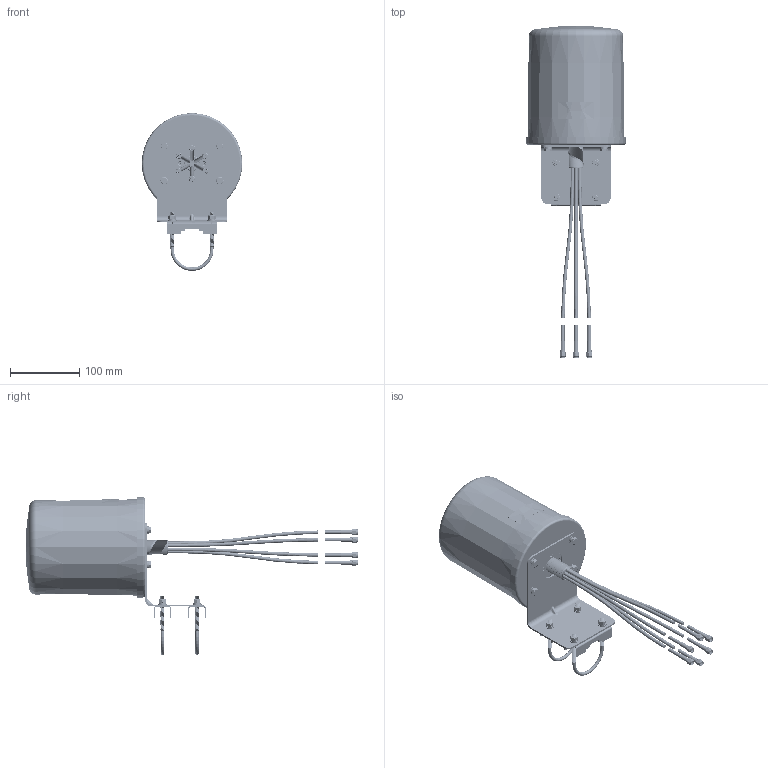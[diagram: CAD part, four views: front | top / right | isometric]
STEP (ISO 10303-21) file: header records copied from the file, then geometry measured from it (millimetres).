
FILE_DESCRIPTION (( 'STEP AP214' ), '1' );
FILE_NAME ('FMANOM1168_3D.step', '2024-03-05T16:48:45', ( '' ), ( '' ), 'SwSTEP 2.0', 'SolidWorks 2022', '' );
FILE_SCHEMA (( 'AUTOMOTIVE_DESIGN' ));
Length unit declared in the file: inch
Products named in the file (16): LUOMU_M6^PEANOM1166_FMANOM1168; Part54^FMANOM1168; TANJIE_6^PEANOM1166_FMANOM1168; KM3X10^PEANOM1166_FMANOM1168; FMANOM1168_3D; CB401W5G_04B^PEANOM1166_FMANOM1168; ZHIJIA^PEANOM1166_FMANOM1168; PE4769-LV; JM_TA_02^PEANOM1166_FMANOM1168; CB401W5G_03^PEANOM1166_FMANOM1168; WXFFG06A_03^PEANOM1166_FMANOM1168; PEANOM1166^FMANOM1168; DIANPIAN_6X13X1^PEANOM1166_FMANOM1168; DIANLAN122^PEANOM1166_FMANOM1168; JM_TA_03^PEANOM1166_FMANOM1168; HM6X20^PEANOM1166_FMANOM1168
Assembly tree (45 placements, depth 3):
  FMANOM1168_3D
    PEANOM1166^FMANOM1168
      CB401W5G_03^PEANOM1166_FMANOM1168
      CB401W5G_04B^PEANOM1166_FMANOM1168
      WXFFG06A_03^PEANOM1166_FMANOM1168
      KM3X10^PEANOM1166_FMANOM1168  x4
      ZHIJIA^PEANOM1166_FMANOM1168
      JM_TA_02^PEANOM1166_FMANOM1168  x2
      JM_TA_03^PEANOM1166_FMANOM1168  x2
      DIANPIAN_6X13X1^PEANOM1166_FMANOM1168  x8
      TANJIE_6^PEANOM1166_FMANOM1168  x8
      LUOMU_M6^PEANOM1166_FMANOM1168  x4
      HM6X20^PEANOM1166_FMANOM1168  x4
      DIANLAN122^PEANOM1166_FMANOM1168
    PE4769-LV  x6
    Part54^FMANOM1168
Bounding box: 145 x 478.58 x 227.5 mm (x, y, z)
Volume: 360650.4 mm3; surface area: 352026 mm2
Topology: 61 solids, 61 shells, 2163 faces, 6425 edges, 4459 vertices
Faces by surface type: plane 763, cylinder 707, bspline 367, cone 268, torus 54, sphere 4
Entity records: 87390 total; most frequent: CARTESIAN_POINT 60145, ORIENTED_EDGE 6228, DIRECTION 4414, EDGE_CURVE 3114, VERTEX_POINT 2142, AXIS2_PLACEMENT_3D 1588, LINE 1238, VECTOR 1238
